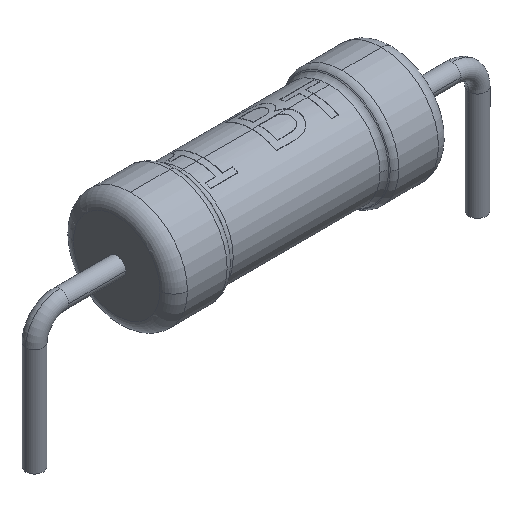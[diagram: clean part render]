
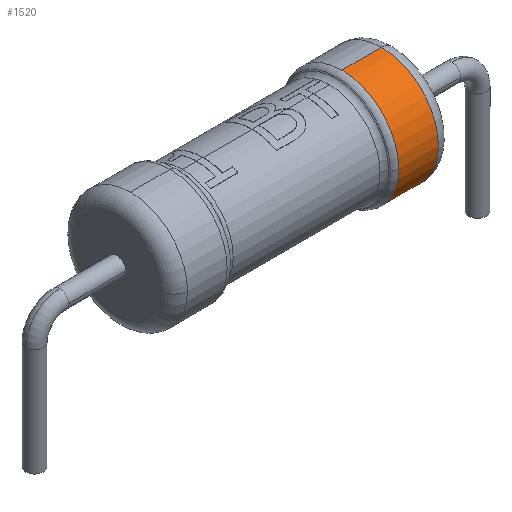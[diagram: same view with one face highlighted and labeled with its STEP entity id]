
A CAD part, isometric view. The second image highlights one B-rep face of the part: STEP entity #1520.
In plain terms, the highlighted cylindrical face has radius 2.25 mm (diameter 4.5 mm), a partial arc.
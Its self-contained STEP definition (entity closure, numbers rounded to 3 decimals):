
#203 = VECTOR ( 'NONE', #4451, 1000. ) ;
#255 = VERTEX_POINT ( 'NONE', #2583 ) ;
#292 = AXIS2_PLACEMENT_3D ( 'NONE', #820, #1970, #3458 ) ;
#302 = CARTESIAN_POINT ( 'NONE',  ( -5.5, 0., -2.25 ) ) ;
#326 = ORIENTED_EDGE ( 'NONE', *, *, #2352, .F. ) ;
#440 = DIRECTION ( 'NONE',  ( 0., 0., 1. ) ) ;
#659 = DIRECTION ( 'NONE',  ( 0., 0., 1. ) ) ;
#713 = EDGE_CURVE ( 'NONE', #2952, #255, #3313, .T. ) ;
#753 = CARTESIAN_POINT ( 'NONE',  ( 3.39, 0., 0. ) ) ;
#820 = CARTESIAN_POINT ( 'NONE',  ( 3.39, 0., 0. ) ) ;
#891 = AXIS2_PLACEMENT_3D ( 'NONE', #4547, #1167, #1952 ) ;
#897 = CARTESIAN_POINT ( 'NONE',  ( -5.5, 0., 2.25 ) ) ;
#1129 = VECTOR ( 'NONE', #2356, 1000. ) ;
#1167 = DIRECTION ( 'NONE',  ( -1., 0., 0. ) ) ;
#1180 = EDGE_CURVE ( 'NONE', #255, #3151, #1650, .T. ) ;
#1207 = AXIS2_PLACEMENT_3D ( 'NONE', #4453, #2947, #659 ) ;
#1520 = ADVANCED_FACE ( 'NONE', ( #4117 ), #2197, .T. ) ;
#1622 = EDGE_LOOP ( 'NONE', ( #3541, #1881, #3043, #326, #2538 ) ) ;
#1650 = LINE ( 'NONE', #897, #1129 ) ;
#1704 = CIRCLE ( 'NONE', #3974, 2.25 ) ;
#1837 = CARTESIAN_POINT ( 'NONE',  ( 3.39, 0., 2.25 ) ) ;
#1881 = ORIENTED_EDGE ( 'NONE', *, *, #713, .T. ) ;
#1952 = DIRECTION ( 'NONE',  ( 0., 0., 1. ) ) ;
#1970 = DIRECTION ( 'NONE',  ( -1., 0., 0. ) ) ;
#2169 = EDGE_CURVE ( 'NONE', #2952, #4005, #3674, .T. ) ;
#2197 = CYLINDRICAL_SURFACE ( 'NONE', #891, 2.25 ) ;
#2352 = EDGE_CURVE ( 'NONE', #4395, #3151, #1704, .T. ) ;
#2356 = DIRECTION ( 'NONE',  ( -1., 0., 0. ) ) ;
#2538 = ORIENTED_EDGE ( 'NONE', *, *, #3576, .F. ) ;
#2583 = CARTESIAN_POINT ( 'NONE',  ( 4.957, 0., 2.25 ) ) ;
#2947 = DIRECTION ( 'NONE',  ( -1., 0., 0. ) ) ;
#2952 = VERTEX_POINT ( 'NONE', #4231 ) ;
#3043 = ORIENTED_EDGE ( 'NONE', *, *, #1180, .T. ) ;
#3151 = VERTEX_POINT ( 'NONE', #1837 ) ;
#3313 = CIRCLE ( 'NONE', #1207, 2.25 ) ;
#3458 = DIRECTION ( 'NONE',  ( 0., 0., 1. ) ) ;
#3541 = ORIENTED_EDGE ( 'NONE', *, *, #2169, .F. ) ;
#3576 = EDGE_CURVE ( 'NONE', #4005, #4395, #4068, .T. ) ;
#3674 = LINE ( 'NONE', #302, #203 ) ;
#3816 = DIRECTION ( 'NONE',  ( -1., 0., 0. ) ) ;
#3974 = AXIS2_PLACEMENT_3D ( 'NONE', #753, #3816, #440 ) ;
#3976 = CARTESIAN_POINT ( 'NONE',  ( 3.39, 0., -2.25 ) ) ;
#4005 = VERTEX_POINT ( 'NONE', #3976 ) ;
#4068 = CIRCLE ( 'NONE', #292, 2.25 ) ;
#4117 = FACE_OUTER_BOUND ( 'NONE', #1622, .T. ) ;
#4231 = CARTESIAN_POINT ( 'NONE',  ( 4.957, 0., -2.25 ) ) ;
#4395 = VERTEX_POINT ( 'NONE', #4691 ) ;
#4451 = DIRECTION ( 'NONE',  ( -1., 0., 0. ) ) ;
#4453 = CARTESIAN_POINT ( 'NONE',  ( 4.957, 0., 0. ) ) ;
#4547 = CARTESIAN_POINT ( 'NONE',  ( -5.5, 0., 0. ) ) ;
#4691 = CARTESIAN_POINT ( 'NONE',  ( 3.39, -2.25, 0. ) ) ;
